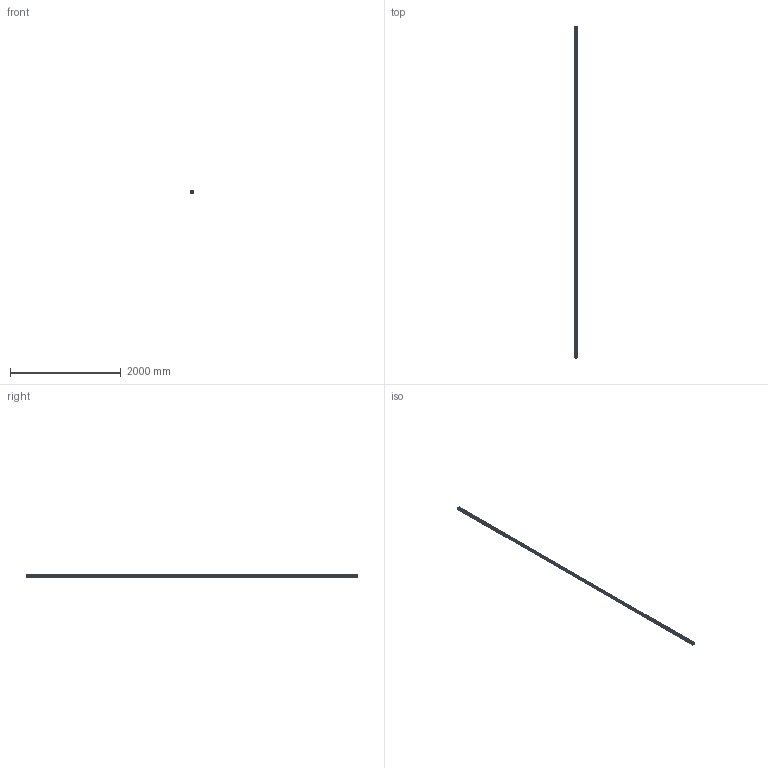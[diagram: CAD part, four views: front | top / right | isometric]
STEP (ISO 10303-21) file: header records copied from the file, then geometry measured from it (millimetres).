
FILE_DESCRIPTION((''),'2;1');
FILE_NAME('640060_PRT','2018-12-05T12:28:52',('tomasz.grudniewski'),(''),'CREO PARAMETRIC BY PTC INC, 2018260','CREO PARAMETRIC BY PTC INC, 2018260','');
FILE_SCHEMA(('CONFIG_CONTROL_DESIGN'));
Length unit declared in the file: millimetre
Products named in the file (1): 640060_PRT
Bounding box: 40 x 6000 x 40 mm (x, y, z)
Volume: 1586736.5 mm3; surface area: 1629255.5 mm2
Topology: 1 solids, 1 shells, 598 faces, 1676 edges, 1080 vertices
Faces by surface type: plane 330, cylinder 268
Entity records: 19738 total; most frequent: DIRECTION 3408, CARTESIAN_POINT 3354, ORIENTED_EDGE 3352, EDGE_CURVE 1676, VECTOR 1140, LINE 1140, AXIS2_PLACEMENT_3D 1134, VERTEX_POINT 1080
